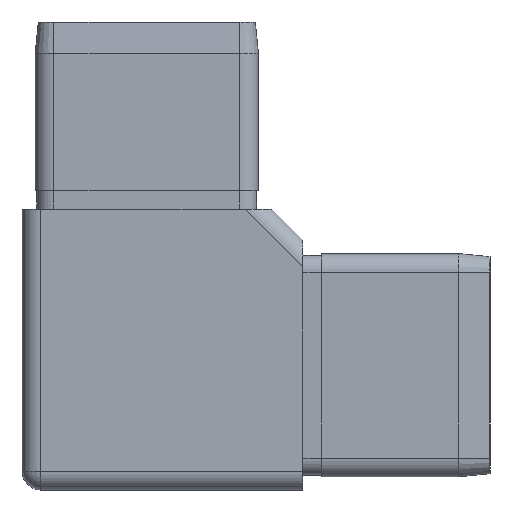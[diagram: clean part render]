
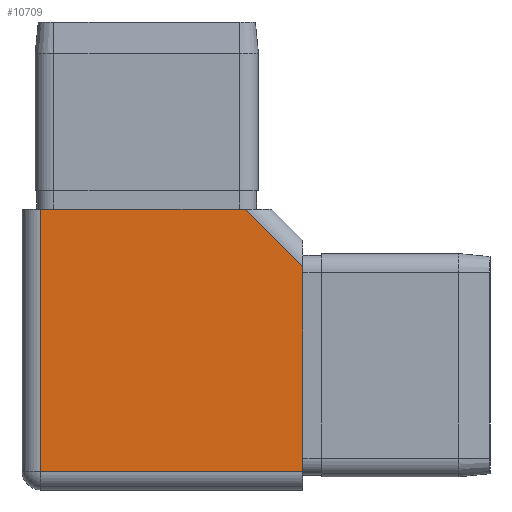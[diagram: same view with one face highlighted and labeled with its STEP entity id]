
A CAD part, left-side view. The second image highlights one B-rep face of the part: STEP entity #10709.
In plain terms, the highlighted planar face has unit normal (-1, 0, 0).
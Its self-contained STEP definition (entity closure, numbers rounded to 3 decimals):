
#61 = VERTEX_POINT ( 'NONE', #10312 ) ;
#256 = ORIENTED_EDGE ( 'NONE', *, *, #15921, .F. ) ;
#922 = CARTESIAN_POINT ( 'NONE',  ( -22.5, 22.5, 22.5 ) ) ;
#1330 = DIRECTION ( 'NONE',  ( 0., -1., 0. ) ) ;
#1537 = VERTEX_POINT ( 'NONE', #16492 ) ;
#1778 = EDGE_CURVE ( 'NONE', #5011, #61, #10968, .T. ) ;
#2387 = DIRECTION ( 'NONE',  ( 0., 1., 0. ) ) ;
#2578 = EDGE_CURVE ( 'NONE', #5011, #6673, #5302, .T. ) ;
#2699 = EDGE_LOOP ( 'NONE', ( #256, #14940, #16061, #18726, #7543 ) ) ;
#3010 = DIRECTION ( 'NONE',  ( 0., -1., 0. ) ) ;
#3384 = CARTESIAN_POINT ( 'NONE',  ( -22.5, 19.5, 22.5 ) ) ;
#4084 = AXIS2_PLACEMENT_3D ( 'NONE', #922, #10835, #2387 ) ;
#4179 = CARTESIAN_POINT ( 'NONE',  ( -22.5, 22.5, 22.5 ) ) ;
#4875 = LINE ( 'NONE', #5909, #6693 ) ;
#4911 = DIRECTION ( 'NONE',  ( 0., 0.707, 0.707 ) ) ;
#5011 = VERTEX_POINT ( 'NONE', #6090 ) ;
#5302 = LINE ( 'NONE', #4179, #6667 ) ;
#5909 = CARTESIAN_POINT ( 'NONE',  ( -22.5, 22.5, -19.5 ) ) ;
#6090 = CARTESIAN_POINT ( 'NONE',  ( -22.5, 19.5, 22.5 ) ) ;
#6219 = VECTOR ( 'NONE', #18019, 1000. ) ;
#6667 = VECTOR ( 'NONE', #1330, 1000. ) ;
#6673 = VERTEX_POINT ( 'NONE', #10507 ) ;
#6693 = VECTOR ( 'NONE', #3010, 1000. ) ;
#7043 = CARTESIAN_POINT ( 'NONE',  ( -22.5, -22.5, 22.5 ) ) ;
#7462 = FACE_OUTER_BOUND ( 'NONE', #2699, .T. ) ;
#7543 = ORIENTED_EDGE ( 'NONE', *, *, #14128, .T. ) ;
#8187 = VERTEX_POINT ( 'NONE', #15358 ) ;
#8220 = VECTOR ( 'NONE', #4911, 1000. ) ;
#9562 = PLANE ( 'NONE',  #4084 ) ;
#10312 = CARTESIAN_POINT ( 'NONE',  ( -22.5, 19.5, -19.5 ) ) ;
#10507 = CARTESIAN_POINT ( 'NONE',  ( -22.5, -13.257, 22.5 ) ) ;
#10709 = ADVANCED_FACE ( 'NONE', ( #7462 ), #9562, .F. ) ;
#10835 = DIRECTION ( 'NONE',  ( 1., 0., 0. ) ) ;
#10968 = LINE ( 'NONE', #3384, #6219 ) ;
#12060 = LINE ( 'NONE', #13560, #8220 ) ;
#12858 = DIRECTION ( 'NONE',  ( 0., 0., -1. ) ) ;
#12966 = VECTOR ( 'NONE', #12858, 1000. ) ;
#13411 = LINE ( 'NONE', #7043, #12966 ) ;
#13560 = CARTESIAN_POINT ( 'NONE',  ( -22.5, -15.379, 20.379 ) ) ;
#14128 = EDGE_CURVE ( 'NONE', #61, #8187, #4875, .T. ) ;
#14940 = ORIENTED_EDGE ( 'NONE', *, *, #15588, .T. ) ;
#15358 = CARTESIAN_POINT ( 'NONE',  ( -22.5, -22.5, -19.5 ) ) ;
#15588 = EDGE_CURVE ( 'NONE', #1537, #6673, #12060, .T. ) ;
#15921 = EDGE_CURVE ( 'NONE', #1537, #8187, #13411, .T. ) ;
#16061 = ORIENTED_EDGE ( 'NONE', *, *, #2578, .F. ) ;
#16492 = CARTESIAN_POINT ( 'NONE',  ( -22.5, -22.5, 13.257 ) ) ;
#18019 = DIRECTION ( 'NONE',  ( 0., 0., -1. ) ) ;
#18726 = ORIENTED_EDGE ( 'NONE', *, *, #1778, .T. ) ;
